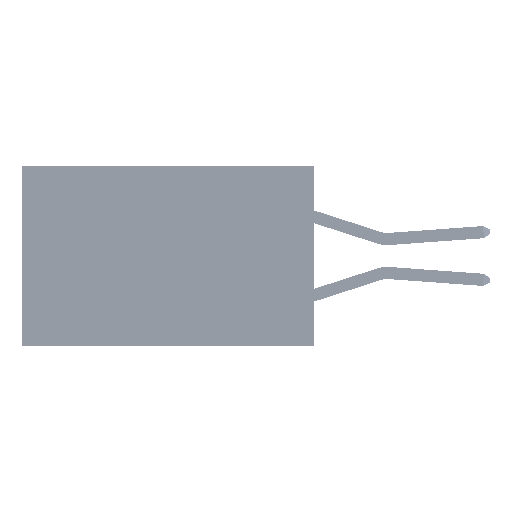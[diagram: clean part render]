
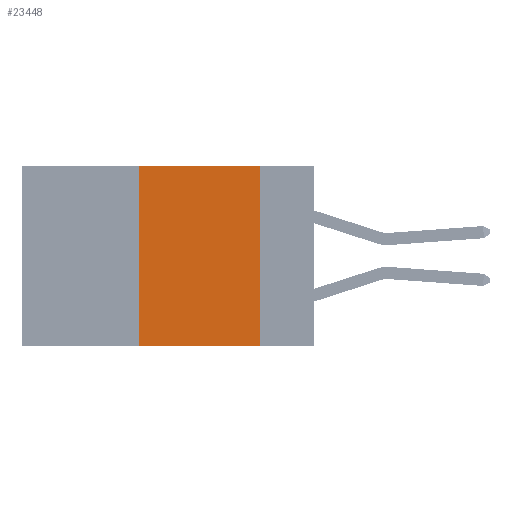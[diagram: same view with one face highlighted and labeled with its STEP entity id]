
A CAD part, left-side view. The second image highlights one B-rep face of the part: STEP entity #23448.
In plain terms, the highlighted planar face has unit normal (-1, 0, 0).
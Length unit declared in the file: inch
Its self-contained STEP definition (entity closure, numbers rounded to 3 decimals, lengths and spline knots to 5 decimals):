
#1999 = VERTEX_POINT ( 'NONE', #18134 ) ;
#2074 = CARTESIAN_POINT ( 'NONE',  ( 0., 0.6, 0. ) ) ;
#2183 = VECTOR ( 'NONE', #42943, 39.37008 ) ;
#2840 = ORIENTED_EDGE ( 'NONE', *, *, #30013, .F. ) ;
#3735 = EDGE_CURVE ( 'NONE', #1999, #6758, #8689, .T. ) ;
#6758 = VERTEX_POINT ( 'NONE', #15444 ) ;
#8527 = CARTESIAN_POINT ( 'NONE',  ( 0., 0.6, 0. ) ) ;
#8688 = DIRECTION ( 'NONE',  ( 0., -1., 0. ) ) ;
#8689 = LINE ( 'NONE', #12964, #2183 ) ;
#12938 = EDGE_CURVE ( 'NONE', #1999, #41755, #43111, .T. ) ;
#12964 = CARTESIAN_POINT ( 'NONE',  ( 0., 0.6, -0.37 ) ) ;
#15444 = CARTESIAN_POINT ( 'NONE',  ( 0., 0.11, -0.37 ) ) ;
#17006 = DIRECTION ( 'NONE',  ( 0., 0., 1. ) ) ;
#18134 = CARTESIAN_POINT ( 'NONE',  ( 0., 0.36, -0.37 ) ) ;
#19293 = ORIENTED_EDGE ( 'NONE', *, *, #12938, .F. ) ;
#22621 = AXIS2_PLACEMENT_3D ( 'NONE', #2074, #42951, #47004 ) ;
#23448 = ADVANCED_FACE ( 'NONE', ( #44288 ), #24761, .F. ) ;
#24761 = PLANE ( 'NONE',  #22621 ) ;
#25095 = VERTEX_POINT ( 'NONE', #38461 ) ;
#26000 = EDGE_LOOP ( 'NONE', ( #42289, #2840, #19293, #44525 ) ) ;
#26007 = DIRECTION ( 'NONE',  ( 0., 0., -1. ) ) ;
#29209 = VECTOR ( 'NONE', #8688, 39.37008 ) ;
#29498 = VECTOR ( 'NONE', #17006, 39.37008 ) ;
#30013 = EDGE_CURVE ( 'NONE', #41755, #25095, #31591, .T. ) ;
#31591 = LINE ( 'NONE', #8527, #29209 ) ;
#32646 = CARTESIAN_POINT ( 'NONE',  ( 0., 0.36, 0. ) ) ;
#37300 = VECTOR ( 'NONE', #26007, 39.37008 ) ;
#38461 = CARTESIAN_POINT ( 'NONE',  ( 0., 0.11, 0. ) ) ;
#41755 = VERTEX_POINT ( 'NONE', #43514 ) ;
#42289 = ORIENTED_EDGE ( 'NONE', *, *, #44821, .F. ) ;
#42943 = DIRECTION ( 'NONE',  ( 0., -1., 0. ) ) ;
#42951 = DIRECTION ( 'NONE',  ( 1., 0., 0. ) ) ;
#43111 = LINE ( 'NONE', #32646, #29498 ) ;
#43514 = CARTESIAN_POINT ( 'NONE',  ( 0., 0.36, 0. ) ) ;
#43806 = LINE ( 'NONE', #45465, #37300 ) ;
#44288 = FACE_OUTER_BOUND ( 'NONE', #26000, .T. ) ;
#44525 = ORIENTED_EDGE ( 'NONE', *, *, #3735, .T. ) ;
#44821 = EDGE_CURVE ( 'NONE', #25095, #6758, #43806, .T. ) ;
#45465 = CARTESIAN_POINT ( 'NONE',  ( 0., 0.11, 0. ) ) ;
#47004 = DIRECTION ( 'NONE',  ( 0., 0., -1. ) ) ;
